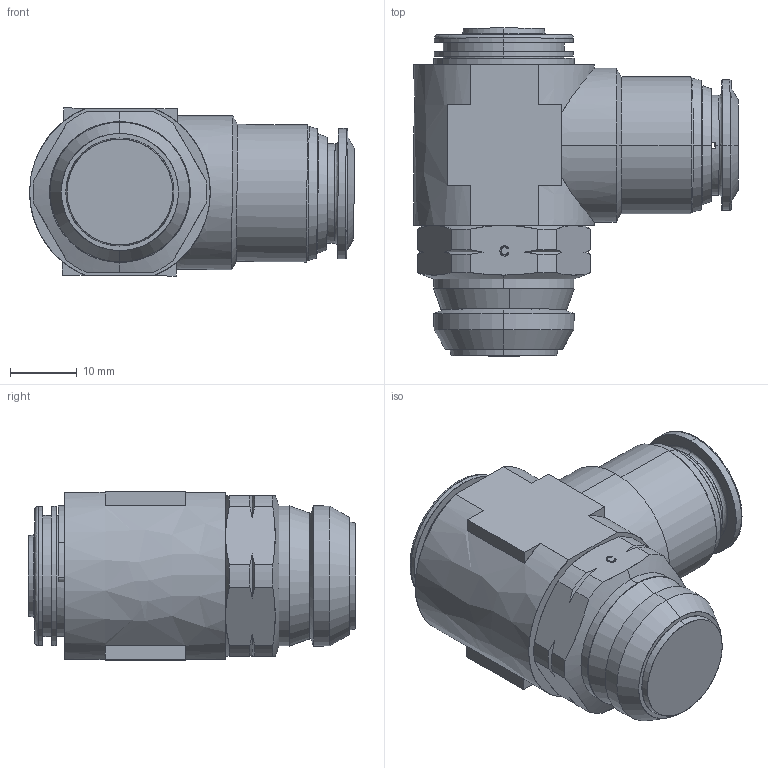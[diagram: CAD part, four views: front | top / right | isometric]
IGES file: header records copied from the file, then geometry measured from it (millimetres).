
Start section: SolidWorks IGES file using analytic representation for surfaces
Global section: file name: 5790100014A.igs; native system: SolidWorks 2011; preprocessor: SolidWorks 2011; author: cad05; date: 110530.141559; units: millimetre
Bounding box: 48.55 x 49 x 25.13 mm (x, y, z)
Surface area: 6979.4 mm2 (no closed solid volume)
Topology: 0 solids, 0 shells, 160 faces, 2098 edges, 2098 vertices
Faces by surface type: revolution 87, bspline 73
